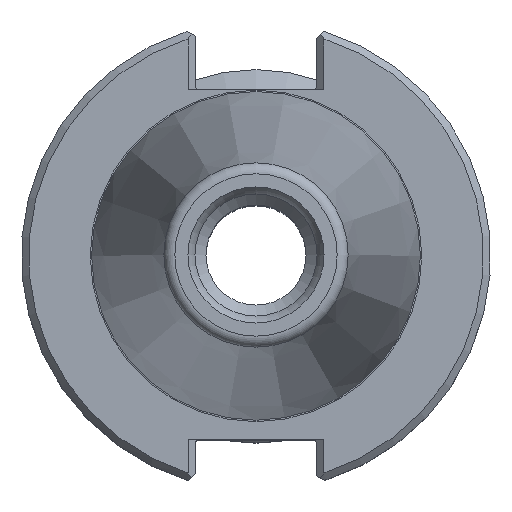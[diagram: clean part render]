
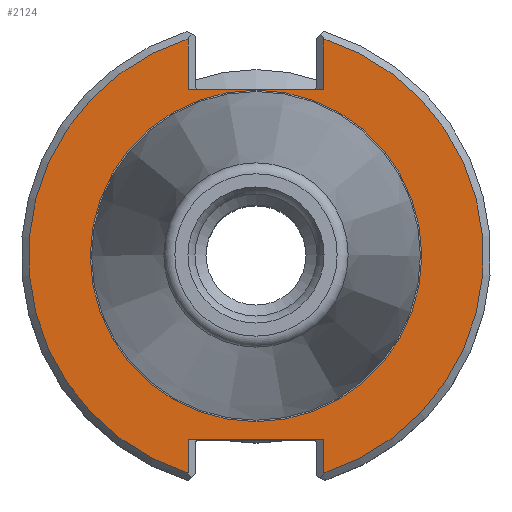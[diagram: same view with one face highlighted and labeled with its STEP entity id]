
A CAD part, top view. The second image highlights one B-rep face of the part: STEP entity #2124.
In plain terms, the highlighted planar face has unit normal (0, 0, 1).
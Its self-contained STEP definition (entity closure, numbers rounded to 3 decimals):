
#125=LINE('',#3136,#190);
#126=LINE('',#3138,#191);
#127=LINE('',#3140,#192);
#128=LINE('',#3144,#193);
#129=LINE('',#3146,#194);
#130=LINE('',#3148,#195);
#190=VECTOR('',#2483,1000.);
#191=VECTOR('',#2484,1000.);
#192=VECTOR('',#2485,1000.);
#193=VECTOR('',#2488,1000.);
#194=VECTOR('',#2489,1000.);
#195=VECTOR('',#2490,1000.);
#243=CIRCLE('',#2243,22.413);
#244=CIRCLE('',#2245,30.75);
#245=CIRCLE('',#2246,30.75);
#417=ORIENTED_EDGE('',*,*,#804,.T.);
#418=ORIENTED_EDGE('',*,*,#805,.T.);
#419=ORIENTED_EDGE('',*,*,#806,.F.);
#420=ORIENTED_EDGE('',*,*,#807,.T.);
#421=ORIENTED_EDGE('',*,*,#808,.T.);
#422=ORIENTED_EDGE('',*,*,#809,.T.);
#423=ORIENTED_EDGE('',*,*,#810,.F.);
#424=ORIENTED_EDGE('',*,*,#811,.T.);
#425=ORIENTED_EDGE('',*,*,#803,.F.);
#803=EDGE_CURVE('',#988,#988,#243,.T.);
#804=EDGE_CURVE('',#989,#990,#244,.T.);
#805=EDGE_CURVE('',#990,#991,#125,.T.);
#806=EDGE_CURVE('',#992,#991,#126,.T.);
#807=EDGE_CURVE('',#992,#993,#127,.T.);
#808=EDGE_CURVE('',#993,#994,#245,.T.);
#809=EDGE_CURVE('',#994,#995,#128,.T.);
#810=EDGE_CURVE('',#996,#995,#129,.T.);
#811=EDGE_CURVE('',#996,#989,#130,.T.);
#988=VERTEX_POINT('',#3131);
#989=VERTEX_POINT('',#3134);
#990=VERTEX_POINT('',#3135);
#991=VERTEX_POINT('',#3137);
#992=VERTEX_POINT('',#3139);
#993=VERTEX_POINT('',#3141);
#994=VERTEX_POINT('',#3143);
#995=VERTEX_POINT('',#3145);
#996=VERTEX_POINT('',#3147);
#1164=EDGE_LOOP('',(#417,#418,#419,#420,#421,#422,#423,#424));
#1165=EDGE_LOOP('',(#425));
#1297=FACE_BOUND('',#1164,.T.);
#1298=FACE_BOUND('',#1165,.T.);
#1415=PLANE('',#2244);
#2124=ADVANCED_FACE('',(#1297,#1298),#1415,.T.);
#2243=AXIS2_PLACEMENT_3D('',#3130,#2477,#2478);
#2244=AXIS2_PLACEMENT_3D('',#3132,#2479,#2480);
#2245=AXIS2_PLACEMENT_3D('',#3133,#2481,#2482);
#2246=AXIS2_PLACEMENT_3D('',#3142,#2486,#2487);
#2477=DIRECTION('',(0.,0.,1.));
#2478=DIRECTION('',(1.,0.,0.));
#2479=DIRECTION('',(0.,0.,1.));
#2480=DIRECTION('',(1.,0.,0.));
#2481=DIRECTION('',(0.,0.,1.));
#2482=DIRECTION('',(1.,0.,0.));
#2483=DIRECTION('',(0.,1.,0.));
#2484=DIRECTION('',(-1.,0.,0.));
#2485=DIRECTION('',(0.,-1.,0.));
#2486=DIRECTION('',(0.,0.,1.));
#2487=DIRECTION('',(1.,0.,0.));
#2488=DIRECTION('',(0.,-1.,0.));
#2489=DIRECTION('',(1.,0.,0.));
#2490=DIRECTION('',(0.,1.,0.));
#3130=CARTESIAN_POINT('',(0.,0.,-3.17));
#3131=CARTESIAN_POINT('',(22.413,0.,-3.17));
#3132=CARTESIAN_POINT('',(22.413,0.,-3.17));
#3133=CARTESIAN_POINT('',(0.,0.,-3.17));
#3134=CARTESIAN_POINT('',(-9.19,29.345,-3.17));
#3135=CARTESIAN_POINT('',(-9.19,-29.345,-3.17));
#3136=CARTESIAN_POINT('',(-9.19,-24.87,-3.17));
#3137=CARTESIAN_POINT('',(-9.19,-24.87,-3.17));
#3138=CARTESIAN_POINT('',(8.19,-24.87,-3.17));
#3139=CARTESIAN_POINT('',(9.19,-24.87,-3.17));
#3140=CARTESIAN_POINT('',(9.19,-30.831,-3.17));
#3141=CARTESIAN_POINT('',(9.19,-29.345,-3.17));
#3142=CARTESIAN_POINT('',(0.,0.,-3.17));
#3143=CARTESIAN_POINT('',(9.19,29.345,-3.17));
#3144=CARTESIAN_POINT('',(9.19,22.46,-3.17));
#3145=CARTESIAN_POINT('',(9.19,22.46,-3.17));
#3146=CARTESIAN_POINT('',(-8.19,22.46,-3.17));
#3147=CARTESIAN_POINT('',(-9.19,22.46,-3.17));
#3148=CARTESIAN_POINT('',(-9.19,30.831,-3.17));
